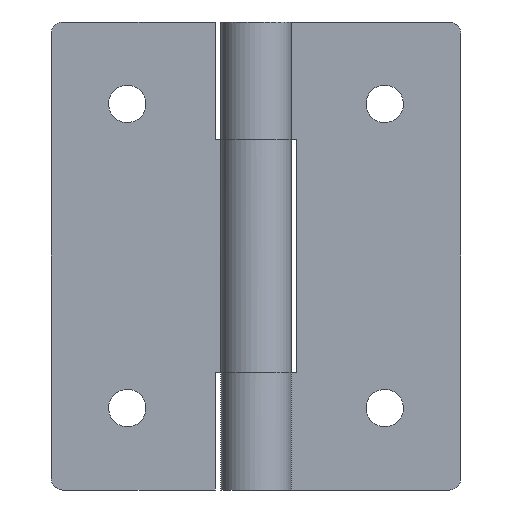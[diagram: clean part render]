
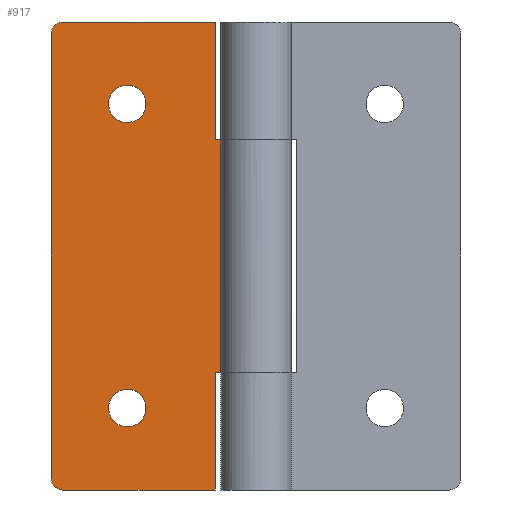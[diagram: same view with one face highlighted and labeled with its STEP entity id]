
A CAD part, front view. The second image highlights one B-rep face of the part: STEP entity #917.
In plain terms, the highlighted free-form (B-spline) face has degree [1, 1] with [2, 2] control points.
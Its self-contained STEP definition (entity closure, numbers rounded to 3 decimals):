
#62=CARTESIAN_POINT('',(-11.0,1.5,8.6));
#63=VERTEX_POINT('',#62);
#64=CARTESIAN_POINT('',(-12.595,1.5,7.126));
#65=VERTEX_POINT('',#64);
#66=CARTESIAN_POINT('',(-11.0,1.5,8.6));
#67=CARTESIAN_POINT('',(-12.479,1.5,8.6));
#68=CARTESIAN_POINT('',(-12.595,1.5,7.126));
#76=(BOUNDED_CURVE()B_SPLINE_CURVE(2,(#66,#67,#68),.UNSPECIFIED.,.F.,.U.)B_SPLINE_CURVE_WITH_KNOTS((3,3),(0.0,0.236),.UNSPECIFIED.)CURVE()GEOMETRIC_REPRESENTATION_ITEM()RATIONAL_B_SPLINE_CURVE((1.0,0.723,0.97))REPRESENTATION_ITEM(''));
#77=EDGE_CURVE('',#63,#65,#76,.T.);
#118=CARTESIAN_POINT('',(-9.405,1.5,6.874));
#119=VERTEX_POINT('',#118);
#125=CARTESIAN_POINT('',(-9.405,1.5,6.874));
#126=CARTESIAN_POINT('',(-9.4,1.5,6.937));
#127=CARTESIAN_POINT('',(-9.4,1.5,7.0));
#128=CARTESIAN_POINT('',(-9.4,1.5,8.6));
#129=CARTESIAN_POINT('',(-11.0,1.5,8.6));
#137=(BOUNDED_CURVE()B_SPLINE_CURVE(2,(#125,#126,#127,#128,#129),.UNSPECIFIED.,.F.,.U.)B_SPLINE_CURVE_WITH_KNOTS((3,2,3),(0.736,0.75,1.0),.UNSPECIFIED.)CURVE()GEOMETRIC_REPRESENTATION_ITEM()RATIONAL_B_SPLINE_CURVE((0.97,0.984,1.0,0.707,1.0))REPRESENTATION_ITEM(''));
#138=EDGE_CURVE('',#119,#63,#137,.T.);
#161=CARTESIAN_POINT('',(-11.0,1.5,5.4));
#162=VERTEX_POINT('',#161);
#163=CARTESIAN_POINT('',(-12.595,1.5,7.126));
#164=CARTESIAN_POINT('',(-12.6,1.5,7.063));
#165=CARTESIAN_POINT('',(-12.6,1.5,7.0));
#166=CARTESIAN_POINT('',(-12.6,1.5,5.4));
#167=CARTESIAN_POINT('',(-11.0,1.5,5.4));
#175=(BOUNDED_CURVE()B_SPLINE_CURVE(2,(#163,#164,#165,#166,#167),.UNSPECIFIED.,.F.,.U.)B_SPLINE_CURVE_WITH_KNOTS((3,2,3),(0.236,0.25,0.5),.UNSPECIFIED.)CURVE()GEOMETRIC_REPRESENTATION_ITEM()RATIONAL_B_SPLINE_CURVE((0.97,0.984,1.0,0.707,1.0))REPRESENTATION_ITEM(''));
#176=EDGE_CURVE('',#65,#162,#175,.T.);
#178=CARTESIAN_POINT('',(-11.0,1.5,5.4));
#179=CARTESIAN_POINT('',(-9.521,1.5,5.4));
#180=CARTESIAN_POINT('',(-9.405,1.5,6.874));
#188=(BOUNDED_CURVE()B_SPLINE_CURVE(2,(#178,#179,#180),.UNSPECIFIED.,.F.,.U.)B_SPLINE_CURVE_WITH_KNOTS((3,3),(0.5,0.736),.UNSPECIFIED.)CURVE()GEOMETRIC_REPRESENTATION_ITEM()RATIONAL_B_SPLINE_CURVE((1.0,0.723,0.97))REPRESENTATION_ITEM(''));
#189=EDGE_CURVE('',#162,#119,#188,.T.);
#244=CARTESIAN_POINT('',(-11.0,1.5,34.6));
#245=VERTEX_POINT('',#244);
#246=CARTESIAN_POINT('',(-12.595,1.5,33.126));
#247=VERTEX_POINT('',#246);
#248=CARTESIAN_POINT('',(-11.0,1.5,34.6));
#249=CARTESIAN_POINT('',(-12.479,1.5,34.6));
#250=CARTESIAN_POINT('',(-12.595,1.5,33.126));
#258=(BOUNDED_CURVE()B_SPLINE_CURVE(2,(#248,#249,#250),.UNSPECIFIED.,.F.,.U.)B_SPLINE_CURVE_WITH_KNOTS((3,3),(0.0,0.236),.UNSPECIFIED.)CURVE()GEOMETRIC_REPRESENTATION_ITEM()RATIONAL_B_SPLINE_CURVE((1.0,0.723,0.97))REPRESENTATION_ITEM(''));
#259=EDGE_CURVE('',#245,#247,#258,.T.);
#300=CARTESIAN_POINT('',(-9.405,1.5,32.874));
#301=VERTEX_POINT('',#300);
#307=CARTESIAN_POINT('',(-9.405,1.5,32.874));
#308=CARTESIAN_POINT('',(-9.4,1.5,32.937));
#309=CARTESIAN_POINT('',(-9.4,1.5,33.));
#310=CARTESIAN_POINT('',(-9.4,1.5,34.6));
#311=CARTESIAN_POINT('',(-11.0,1.5,34.6));
#319=(BOUNDED_CURVE()B_SPLINE_CURVE(2,(#307,#308,#309,#310,#311),.UNSPECIFIED.,.F.,.U.)B_SPLINE_CURVE_WITH_KNOTS((3,2,3),(0.736,0.75,1.0),.UNSPECIFIED.)CURVE()GEOMETRIC_REPRESENTATION_ITEM()RATIONAL_B_SPLINE_CURVE((0.97,0.984,1.0,0.707,1.0))REPRESENTATION_ITEM(''));
#320=EDGE_CURVE('',#301,#245,#319,.T.);
#343=CARTESIAN_POINT('',(-11.0,1.5,31.4));
#344=VERTEX_POINT('',#343);
#345=CARTESIAN_POINT('',(-12.595,1.5,33.126));
#346=CARTESIAN_POINT('',(-12.6,1.5,33.063));
#347=CARTESIAN_POINT('',(-12.6,1.5,33.));
#348=CARTESIAN_POINT('',(-12.6,1.5,31.4));
#349=CARTESIAN_POINT('',(-11.0,1.5,31.4));
#357=(BOUNDED_CURVE()B_SPLINE_CURVE(2,(#345,#346,#347,#348,#349),.UNSPECIFIED.,.F.,.U.)B_SPLINE_CURVE_WITH_KNOTS((3,2,3),(0.236,0.25,0.5),.UNSPECIFIED.)CURVE()GEOMETRIC_REPRESENTATION_ITEM()RATIONAL_B_SPLINE_CURVE((0.97,0.984,1.0,0.707,1.0))REPRESENTATION_ITEM(''));
#358=EDGE_CURVE('',#247,#344,#357,.T.);
#360=CARTESIAN_POINT('',(-11.0,1.5,31.4));
#361=CARTESIAN_POINT('',(-9.521,1.5,31.4));
#362=CARTESIAN_POINT('',(-9.405,1.5,32.874));
#370=(BOUNDED_CURVE()B_SPLINE_CURVE(2,(#360,#361,#362),.UNSPECIFIED.,.F.,.U.)B_SPLINE_CURVE_WITH_KNOTS((3,3),(0.5,0.736),.UNSPECIFIED.)CURVE()GEOMETRIC_REPRESENTATION_ITEM()RATIONAL_B_SPLINE_CURVE((1.0,0.723,0.97))REPRESENTATION_ITEM(''));
#371=EDGE_CURVE('',#344,#301,#370,.T.);
#422=CARTESIAN_POINT('',(-16.5,1.5,40.0));
#423=VERTEX_POINT('',#422);
#424=CARTESIAN_POINT('',(-17.5,1.5,39.0));
#425=VERTEX_POINT('',#424);
#426=CARTESIAN_POINT('',(-16.5,1.5,40.0));
#427=CARTESIAN_POINT('',(-17.5,1.5,40.));
#428=CARTESIAN_POINT('',(-17.5,1.5,39.0));
#436=(BOUNDED_CURVE()B_SPLINE_CURVE(2,(#426,#427,#428),.UNSPECIFIED.,.F.,.U.)CURVE()GEOMETRIC_REPRESENTATION_ITEM()QUASI_UNIFORM_CURVE()RATIONAL_B_SPLINE_CURVE((1.0,0.707,1.0))REPRESENTATION_ITEM(''));
#437=EDGE_CURVE('',#423,#425,#436,.T.);
#483=CARTESIAN_POINT('',(-17.5,1.5,1.0));
#484=VERTEX_POINT('',#483);
#485=CARTESIAN_POINT('',(-16.5,1.5,0.0));
#486=VERTEX_POINT('',#485);
#487=CARTESIAN_POINT('',(-17.5,1.5,1.0));
#488=CARTESIAN_POINT('',(-17.5,1.5,0.0));
#489=CARTESIAN_POINT('',(-16.5,1.5,0.0));
#497=(BOUNDED_CURVE()B_SPLINE_CURVE(2,(#487,#488,#489),.UNSPECIFIED.,.F.,.U.)CURVE()GEOMETRIC_REPRESENTATION_ITEM()QUASI_UNIFORM_CURVE()RATIONAL_B_SPLINE_CURVE((1.0,0.707,1.0))REPRESENTATION_ITEM(''));
#498=EDGE_CURVE('',#484,#486,#497,.T.);
#565=CARTESIAN_POINT('',(0.,1.5,10.));
#566=VERTEX_POINT('',#565);
#586=CARTESIAN_POINT('',(-3.5,1.5,10.));
#587=VERTEX_POINT('',#586);
#588=CARTESIAN_POINT('',(-3.5,1.5,10.));
#589=CARTESIAN_POINT('',(0.,1.5,10.));
#590=QUASI_UNIFORM_CURVE('',1,(#588,#589),.UNSPECIFIED.,.F.,.U.);
#591=EDGE_CURVE('',#587,#566,#590,.T.);
#613=CARTESIAN_POINT('',(-3.5,1.5,0.0));
#614=VERTEX_POINT('',#613);
#628=CARTESIAN_POINT('',(-3.5,1.5,0.0));
#629=CARTESIAN_POINT('',(-3.5,1.5,10.));
#630=QUASI_UNIFORM_CURVE('',1,(#628,#629),.UNSPECIFIED.,.F.,.U.);
#631=EDGE_CURVE('',#614,#587,#630,.T.);
#650=CARTESIAN_POINT('',(-3.5,1.5,30.));
#651=VERTEX_POINT('',#650);
#657=CARTESIAN_POINT('',(0.,1.5,30.));
#658=VERTEX_POINT('',#657);
#659=CARTESIAN_POINT('',(0.,1.5,30.));
#660=CARTESIAN_POINT('',(-3.5,1.5,30.));
#661=QUASI_UNIFORM_CURVE('',1,(#659,#660),.UNSPECIFIED.,.F.,.U.);
#662=EDGE_CURVE('',#658,#651,#661,.T.);
#727=CARTESIAN_POINT('',(-3.5,1.5,40.0));
#728=VERTEX_POINT('',#727);
#734=CARTESIAN_POINT('',(-3.5,1.5,30.));
#735=CARTESIAN_POINT('',(-3.5,1.5,40.0));
#736=QUASI_UNIFORM_CURVE('',1,(#734,#735),.UNSPECIFIED.,.F.,.U.);
#737=EDGE_CURVE('',#651,#728,#736,.T.);
#753=CARTESIAN_POINT('',(-17.5,1.5,39.0));
#754=CARTESIAN_POINT('',(-17.5,1.5,1.0));
#755=QUASI_UNIFORM_CURVE('',1,(#753,#754),.UNSPECIFIED.,.F.,.U.);
#756=EDGE_CURVE('',#425,#484,#755,.T.);
#773=CARTESIAN_POINT('',(-3.5,1.5,40.0));
#774=CARTESIAN_POINT('',(-16.5,1.5,40.0));
#775=QUASI_UNIFORM_CURVE('',1,(#773,#774),.UNSPECIFIED.,.F.,.U.);
#776=EDGE_CURVE('',#728,#423,#775,.T.);
#787=CARTESIAN_POINT('',(-3.5,1.5,0.0));
#788=CARTESIAN_POINT('',(-16.5,1.5,0.0));
#789=QUASI_UNIFORM_CURVE('',1,(#787,#788),.UNSPECIFIED.,.F.,.U.);
#790=EDGE_CURVE('',#614,#486,#789,.T.);
#831=CARTESIAN_POINT('',(0.,1.5,30.));
#832=CARTESIAN_POINT('',(0.,1.5,10.));
#833=QUASI_UNIFORM_CURVE('',1,(#831,#832),.UNSPECIFIED.,.F.,.U.);
#834=EDGE_CURVE('',#658,#566,#833,.T.);
#888=CARTESIAN_POINT('',(-18.374,1.5,41.998));
#889=CARTESIAN_POINT('',(-18.374,1.5,-1.998));
#890=CARTESIAN_POINT('',(0.874,1.5,41.998));
#891=CARTESIAN_POINT('',(0.874,1.5,-1.998));
#892=B_SPLINE_SURFACE_WITH_KNOTS('',1,1,((#888,#890),(#889,#891)),.UNSPECIFIED.,.F.,.F.,.U.,(2,2),(2,2),(0.0,43.996),(0.0,19.248),.UNSPECIFIED.);
#893=ORIENTED_EDGE('',*,*,#756,.T.);
#894=ORIENTED_EDGE('',*,*,#498,.T.);
#895=ORIENTED_EDGE('',*,*,#790,.F.);
#896=ORIENTED_EDGE('',*,*,#631,.T.);
#897=ORIENTED_EDGE('',*,*,#591,.T.);
#898=ORIENTED_EDGE('',*,*,#834,.F.);
#899=ORIENTED_EDGE('',*,*,#662,.T.);
#900=ORIENTED_EDGE('',*,*,#737,.T.);
#901=ORIENTED_EDGE('',*,*,#776,.T.);
#902=ORIENTED_EDGE('',*,*,#437,.T.);
#903=EDGE_LOOP('',(#893,#894,#895,#896,#897,#898,#899,#900,#901,#902));
#904=FACE_OUTER_BOUND('',#903,.T.);
#905=ORIENTED_EDGE('',*,*,#371,.F.);
#906=ORIENTED_EDGE('',*,*,#358,.F.);
#907=ORIENTED_EDGE('',*,*,#259,.F.);
#908=ORIENTED_EDGE('',*,*,#320,.F.);
#909=EDGE_LOOP('',(#905,#906,#907,#908));
#910=FACE_BOUND('',#909,.T.);
#911=ORIENTED_EDGE('',*,*,#189,.F.);
#912=ORIENTED_EDGE('',*,*,#176,.F.);
#913=ORIENTED_EDGE('',*,*,#77,.F.);
#914=ORIENTED_EDGE('',*,*,#138,.F.);
#915=EDGE_LOOP('',(#911,#912,#913,#914));
#916=FACE_BOUND('',#915,.T.);
#917=ADVANCED_FACE('',(#904,#910,#916),#892,.T.);
